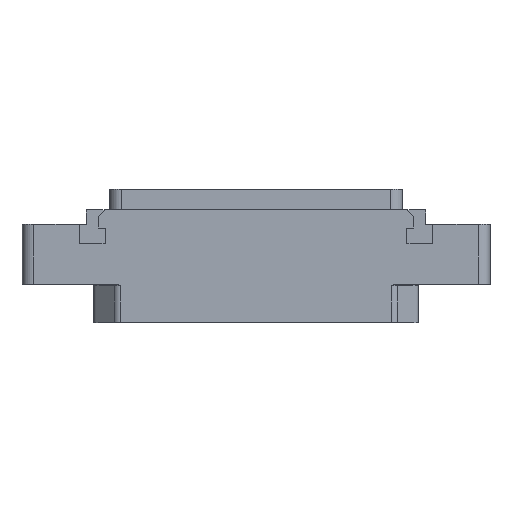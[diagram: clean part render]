
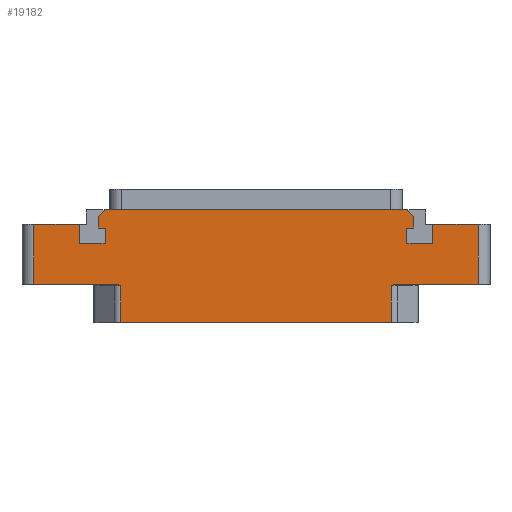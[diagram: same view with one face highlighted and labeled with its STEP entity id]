
A CAD part, top view. The second image highlights one B-rep face of the part: STEP entity #19182.
In plain terms, the highlighted planar face has unit normal (0, 0, 1).
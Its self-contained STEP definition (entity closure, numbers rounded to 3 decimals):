
#1=DIRECTION('',(1.,0.,0.));
#2=VECTOR('',#1,7.8);
#3=CARTESIAN_POINT('',(-38.,10.25,7.));
#4=LINE('',#3,#2);
#5=DIRECTION('',(0.,-1.,0.));
#6=VECTOR('',#5,3.2);
#7=CARTESIAN_POINT('',(-30.2,10.25,7.));
#8=LINE('',#7,#6);
#9=DIRECTION('',(1.,0.,0.));
#10=VECTOR('',#9,4.4);
#11=CARTESIAN_POINT('',(-30.2,7.05,7.));
#12=LINE('',#11,#10);
#13=DIRECTION('',(0.,1.,0.));
#14=VECTOR('',#13,2.6);
#15=CARTESIAN_POINT('',(-25.8,7.05,7.));
#16=LINE('',#15,#14);
#17=DIRECTION('',(-1.,0.,0.));
#18=VECTOR('',#17,1.2);
#19=CARTESIAN_POINT('',(-25.8,9.65,7.));
#20=LINE('',#19,#18);
#21=DIRECTION('',(0.,-1.,0.));
#22=VECTOR('',#21,1.9);
#23=CARTESIAN_POINT('',(-27.,11.55,7.));
#24=LINE('',#23,#22);
#25=DIRECTION('',(1.,0.,0.));
#26=VECTOR('',#25,51.6);
#27=CARTESIAN_POINT('',(-25.8,12.75,7.));
#28=LINE('',#27,#26);
#29=DIRECTION('',(0.,-1.,0.));
#30=VECTOR('',#29,1.9);
#31=CARTESIAN_POINT('',(27.,11.55,7.));
#32=LINE('',#31,#30);
#33=DIRECTION('',(-1.,0.,0.));
#34=VECTOR('',#33,1.2);
#35=CARTESIAN_POINT('',(27.,9.65,7.));
#36=LINE('',#35,#34);
#37=DIRECTION('',(0.,-1.,0.));
#38=VECTOR('',#37,2.6);
#39=CARTESIAN_POINT('',(25.8,9.65,7.));
#40=LINE('',#39,#38);
#41=DIRECTION('',(1.,0.,0.));
#42=VECTOR('',#41,4.4);
#43=CARTESIAN_POINT('',(25.8,7.05,7.));
#44=LINE('',#43,#42);
#45=DIRECTION('',(0.,1.,0.));
#46=VECTOR('',#45,3.2);
#47=CARTESIAN_POINT('',(30.2,7.05,7.));
#48=LINE('',#47,#46);
#49=DIRECTION('',(1.,0.,0.));
#50=VECTOR('',#49,7.8);
#51=CARTESIAN_POINT('',(30.2,10.25,7.));
#52=LINE('',#51,#50);
#53=DIRECTION('',(1.,0.,0.));
#54=VECTOR('',#53,14.082);
#55=CARTESIAN_POINT('',(23.918,0.,7.));
#56=LINE('',#55,#54);
#87=CARTESIAN_POINT('',(23.118,-0.2,7.));
#88=CARTESIAN_POINT('',(23.193,-0.173,7.));
#89=CARTESIAN_POINT('',(23.338,-0.12,7.));
#90=CARTESIAN_POINT('',(23.544,-0.055,7.));
#91=CARTESIAN_POINT('',(23.739,-0.011,7.));
#92=CARTESIAN_POINT('',(23.86,0.,7.));
#93=CARTESIAN_POINT('',(23.918,0.,7.));
#109=DIRECTION('',(0.,1.,0.));
#110=VECTOR('',#109,6.3);
#111=CARTESIAN_POINT('',(23.118,-6.5,7.));
#112=LINE('',#111,#110);
#588=DIRECTION('',(0.,1.,0.));
#589=VECTOR('',#588,10.25);
#590=CARTESIAN_POINT('',(38.,0.,7.));
#591=LINE('',#590,#589);
#634=DIRECTION('',(0.707,-0.707,0.));
#635=VECTOR('',#634,1.697);
#636=CARTESIAN_POINT('',(25.8,12.75,7.));
#637=LINE('',#636,#635);
#790=DIRECTION('',(-0.707,-0.707,0.));
#791=VECTOR('',#790,1.697);
#792=CARTESIAN_POINT('',(-25.8,12.75,7.));
#793=LINE('',#792,#791);
#862=DIRECTION('',(0.,-1.,0.));
#863=VECTOR('',#862,10.25);
#864=CARTESIAN_POINT('',(-38.,10.25,7.));
#865=LINE('',#864,#863);
#897=DIRECTION('',(1.,0.,0.));
#898=VECTOR('',#897,14.082);
#899=CARTESIAN_POINT('',(-38.,0.,7.));
#900=LINE('',#899,#898);
#1001=CARTESIAN_POINT('',(-23.918,0.,7.));
#1002=CARTESIAN_POINT('',(-23.86,0.,7.));
#1003=CARTESIAN_POINT('',(-23.739,-0.011,7.));
#1004=CARTESIAN_POINT('',(-23.544,-0.055,7.));
#1005=CARTESIAN_POINT('',(-23.338,-0.12,7.));
#1006=CARTESIAN_POINT('',(-23.193,-0.173,7.));
#1007=CARTESIAN_POINT('',(-23.118,-0.2,7.));
#1009=DIRECTION('',(0.,1.,0.));
#1010=VECTOR('',#1009,6.3);
#1011=CARTESIAN_POINT('',(-23.118,-6.5,7.));
#1012=LINE('',#1011,#1010);
#1034=DIRECTION('',(-1.,0.,0.));
#1035=VECTOR('',#1034,46.236);
#1036=CARTESIAN_POINT('',(23.118,-6.5,7.));
#1037=LINE('',#1036,#1035);
#15415=CARTESIAN_POINT('',(-30.2,10.25,7.));
#15416=CARTESIAN_POINT('',(-30.2,7.05,7.));
#15417=VERTEX_POINT('',#15415);
#15418=VERTEX_POINT('',#15416);
#15419=CARTESIAN_POINT('',(-25.8,7.05,7.));
#15420=VERTEX_POINT('',#15419);
#15421=CARTESIAN_POINT('',(-25.8,9.65,7.));
#15422=VERTEX_POINT('',#15421);
#15423=CARTESIAN_POINT('',(-27.,9.65,7.));
#15424=VERTEX_POINT('',#15423);
#15425=CARTESIAN_POINT('',(27.,9.65,7.));
#15426=CARTESIAN_POINT('',(25.8,9.65,7.));
#15427=VERTEX_POINT('',#15425);
#15428=VERTEX_POINT('',#15426);
#15429=CARTESIAN_POINT('',(25.8,7.05,7.));
#15430=VERTEX_POINT('',#15429);
#15431=CARTESIAN_POINT('',(30.2,7.05,7.));
#15432=VERTEX_POINT('',#15431);
#15433=CARTESIAN_POINT('',(30.2,10.25,7.));
#15434=VERTEX_POINT('',#15433);
#15439=CARTESIAN_POINT('',(-25.8,12.75,7.));
#15441=VERTEX_POINT('',#15439);
#15443=CARTESIAN_POINT('',(-27.,11.55,7.));
#15445=VERTEX_POINT('',#15443);
#15447=CARTESIAN_POINT('',(25.8,12.75,7.));
#15449=VERTEX_POINT('',#15447);
#15451=CARTESIAN_POINT('',(27.,11.55,7.));
#15453=VERTEX_POINT('',#15451);
#15543=CARTESIAN_POINT('',(38.,0.,7.));
#15544=CARTESIAN_POINT('',(38.,10.25,7.));
#15545=VERTEX_POINT('',#15543);
#15546=VERTEX_POINT('',#15544);
#15551=CARTESIAN_POINT('',(-38.,10.25,7.));
#15552=CARTESIAN_POINT('',(-38.,0.,7.));
#15553=VERTEX_POINT('',#15551);
#15554=VERTEX_POINT('',#15552);
#15792=CARTESIAN_POINT('',(23.118,-6.5,7.));
#15794=VERTEX_POINT('',#15792);
#15795=CARTESIAN_POINT('',(-23.118,-6.5,7.));
#15797=VERTEX_POINT('',#15795);
#15859=CARTESIAN_POINT('',(-23.118,-0.2,7.));
#15860=VERTEX_POINT('',#15859);
#15861=CARTESIAN_POINT('',(-23.918,0.,7.));
#15862=VERTEX_POINT('',#15861);
#15863=CARTESIAN_POINT('',(23.118,-0.2,7.));
#15865=VERTEX_POINT('',#15863);
#15867=CARTESIAN_POINT('',(23.918,0.,7.));
#15869=VERTEX_POINT('',#15867);
#19127=CARTESIAN_POINT('',(0.,0.,7.));
#19128=DIRECTION('',(0.,0.,-1.));
#19129=DIRECTION('',(-1.,0.,0.));
#19130=AXIS2_PLACEMENT_3D('',#19127,#19128,#19129);
#19131=PLANE('',#19130);
#19133=ORIENTED_EDGE('',*,*,#19132,.F.);
#19135=ORIENTED_EDGE('',*,*,#19134,.F.);
#19137=ORIENTED_EDGE('',*,*,#19136,.F.);
#19139=ORIENTED_EDGE('',*,*,#19138,.T.);
#19141=ORIENTED_EDGE('',*,*,#19140,.T.);
#19143=ORIENTED_EDGE('',*,*,#19142,.F.);
#19145=ORIENTED_EDGE('',*,*,#19144,.F.);
#19147=ORIENTED_EDGE('',*,*,#19146,.F.);
#19149=ORIENTED_EDGE('',*,*,#19148,.T.);
#19151=ORIENTED_EDGE('',*,*,#19150,.T.);
#19153=ORIENTED_EDGE('',*,*,#19152,.T.);
#19155=ORIENTED_EDGE('',*,*,#19154,.T.);
#19157=ORIENTED_EDGE('',*,*,#19156,.T.);
#19159=ORIENTED_EDGE('',*,*,#19158,.F.);
#19161=ORIENTED_EDGE('',*,*,#19160,.F.);
#19163=ORIENTED_EDGE('',*,*,#19162,.T.);
#19165=ORIENTED_EDGE('',*,*,#19164,.T.);
#19167=ORIENTED_EDGE('',*,*,#19166,.T.);
#19169=ORIENTED_EDGE('',*,*,#19168,.T.);
#19171=ORIENTED_EDGE('',*,*,#19170,.T.);
#19173=ORIENTED_EDGE('',*,*,#19172,.T.);
#19175=ORIENTED_EDGE('',*,*,#19174,.T.);
#19177=ORIENTED_EDGE('',*,*,#19176,.T.);
#19179=ORIENTED_EDGE('',*,*,#19178,.F.);
#19180=EDGE_LOOP('',(#19133,#19135,#19137,#19139,#19141,#19143,#19145,#19147,
#19149,#19151,#19153,#19155,#19157,#19159,#19161,#19163,#19165,#19167,#19169,
#19171,#19173,#19175,#19177,#19179));
#19181=FACE_OUTER_BOUND('',#19180,.F.);
#19182=ADVANCED_FACE('',(#19181),#19131,.F.);
#94=B_SPLINE_CURVE_WITH_KNOTS('',3,(#87,#88,#89,#90,#91,#92,#93),.UNSPECIFIED.,
.F.,.F.,(4,1,1,1,4),(0.,0.25,0.5,0.75,1.),.UNSPECIFIED.);
#1008=B_SPLINE_CURVE_WITH_KNOTS('',3,(#1001,#1002,#1003,#1004,#1005,#1006,
#1007),.UNSPECIFIED.,.F.,.F.,(4,1,1,1,4),(0.,0.25,0.5,0.75,1.),
.UNSPECIFIED.);
#19132=EDGE_CURVE('',#15869,#15545,#56,.T.);
#19134=EDGE_CURVE('',#15865,#15869,#94,.T.);
#19136=EDGE_CURVE('',#15794,#15865,#112,.T.);
#19138=EDGE_CURVE('',#15794,#15797,#1037,.T.);
#19140=EDGE_CURVE('',#15797,#15860,#1012,.T.);
#19142=EDGE_CURVE('',#15862,#15860,#1008,.T.);
#19144=EDGE_CURVE('',#15554,#15862,#900,.T.);
#19146=EDGE_CURVE('',#15553,#15554,#865,.T.);
#19148=EDGE_CURVE('',#15553,#15417,#4,.T.);
#19150=EDGE_CURVE('',#15417,#15418,#8,.T.);
#19152=EDGE_CURVE('',#15418,#15420,#12,.T.);
#19154=EDGE_CURVE('',#15420,#15422,#16,.T.);
#19156=EDGE_CURVE('',#15422,#15424,#20,.T.);
#19158=EDGE_CURVE('',#15445,#15424,#24,.T.);
#19160=EDGE_CURVE('',#15441,#15445,#793,.T.);
#19162=EDGE_CURVE('',#15441,#15449,#28,.T.);
#19164=EDGE_CURVE('',#15449,#15453,#637,.T.);
#19166=EDGE_CURVE('',#15453,#15427,#32,.T.);
#19168=EDGE_CURVE('',#15427,#15428,#36,.T.);
#19170=EDGE_CURVE('',#15428,#15430,#40,.T.);
#19172=EDGE_CURVE('',#15430,#15432,#44,.T.);
#19174=EDGE_CURVE('',#15432,#15434,#48,.T.);
#19176=EDGE_CURVE('',#15434,#15546,#52,.T.);
#19178=EDGE_CURVE('',#15545,#15546,#591,.T.);
